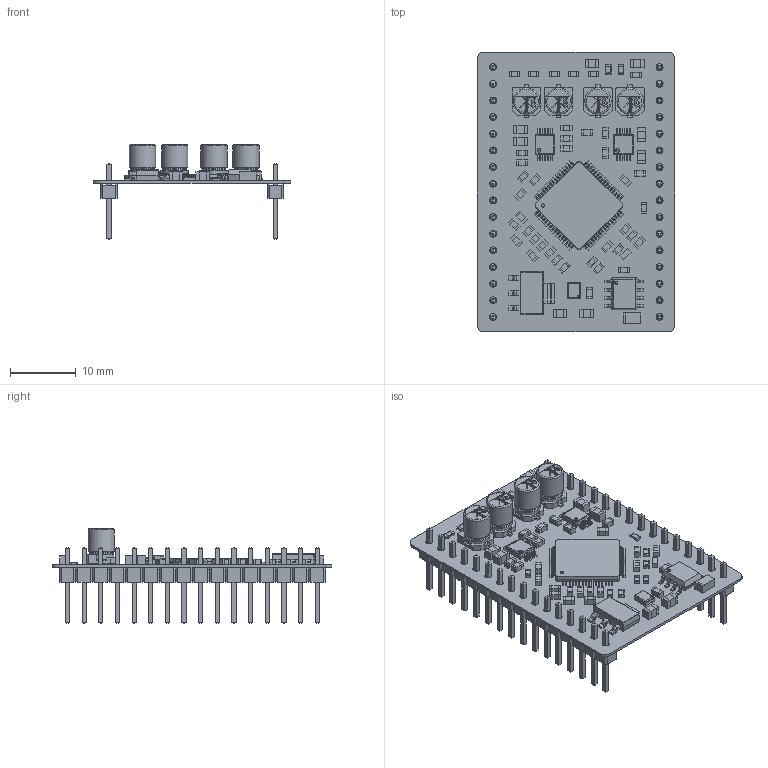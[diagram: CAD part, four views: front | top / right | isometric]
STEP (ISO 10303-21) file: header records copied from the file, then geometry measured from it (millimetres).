
FILE_DESCRIPTION(('Open CASCADE Model'),'2;1');
FILE_NAME('Open CASCADE Shape Model','2022-01-07T02:58:51',('Author'),( 'Open CASCADE'),'Open CASCADE STEP processor 6.8','Open CASCADE 6.8' ,'Unknown');
FILE_SCHEMA(('AUTOMOTIVE_DESIGN { 1 0 10303 214 1 1 1 1 }'));
Length unit declared in the file: millimetre
Products named in the file (108): PCB; Board; Open CASCADE STEP translator 6.8 3.1.1; U6; User_Library-KXO-V95-1; C13; 6039403568; Extruded; 6039403408; R17; User_Library-res0603-1; D2; 6033931520; D1; 6033931360; 6033931200; U5; User_Library-TSSOP-10; U4; U3; User_Library-S-PQFP-G64; U2; CircuitWorks-SOT-223; U1; User_Library-so8-3; R16; R15; R14; R13; R12; R11; R10; R9; R8; R7; R6; R5; R4; R3; R1 ...
Assembly tree (228 placements, depth 4):
  PCB
    Board
      Open CASCADE STEP translator 6.8 3.1.1
    U6
      User_Library-KXO-V95-1
    C13
      6039403568
        Extruded
      6039403408  x2
        Extruded
    R17
      User_Library-res0603-1
    D2
      6033931520
        Extruded
    D1
      6033931360
        Extruded
      6033931200
        Extruded
    U5
      User_Library-TSSOP-10
    U4
      User_Library-TSSOP-10
    U3
      User_Library-S-PQFP-G64
    U2
      CircuitWorks-SOT-223
    U1
      User_Library-so8-3
    R16
      User_Library-res0603-1
    R15
      User_Library-res0603-1
    R14
      User_Library-res0603-1
    R13
      User_Library-res0603-1
    R12
      User_Library-res0603-1
    R11
      User_Library-res0603-1
    R10
      User_Library-res0603-1
    R9
      User_Library-res0603-1
    R8
      User_Library-res0603-1
    R7
      User_Library-res0603-1
    R6
      User_Library-res0603-1
    R5
      User_Library-res0603-1
    R4
      User_Library-res0603-1
    R3
      User_Library-res0603-1
    R1
      User_Library-res0603-1
Bounding box: 30.1 x 42.7 x 14.44 mm (x, y, z)
Volume: 1584.8 mm3; surface area: 6490.9 mm2
Topology: 261 solids, 261 shells, 4935 faces, 12177 edges, 7836 vertices
Faces by surface type: plane 4117, cylinder 680, extrusion 64, sphere 32, torus 32, cone 10
Full cylindrical faces by diameter (mm): 0.5 x4, 0.58 x4, 0.9 x24, 0.98 x4, 1.05 x32, 2.42 x4, 2.5 x4, 2.8 x4, 3.56 x4, 3.9 x4, 4 x4
Entity records: 70925 total; most frequent: CARTESIAN_POINT 11647, DIRECTION 10219, ORIENTED_EDGE 10128, EDGE_CURVE 5064, VECTOR 3913, LINE 3897, VERTEX_POINT 3314, AXIS2_PLACEMENT_3D 3153
